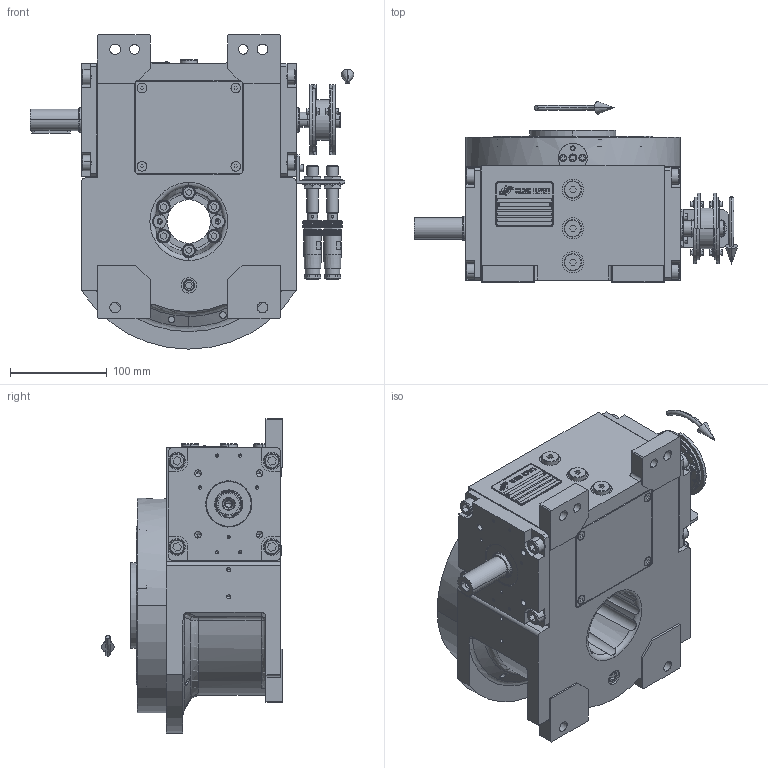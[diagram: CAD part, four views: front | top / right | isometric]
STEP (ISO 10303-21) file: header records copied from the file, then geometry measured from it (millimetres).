
FILE_DESCRIPTION (( 'STEP AP203' ), '1' );
FILE_NAME ('PC5200587.step', '2024-09-04T07:58:44', ( '' ), ( '' ), 'SwSTEP 2.0', 'SolidWorks 2020', '' );
FILE_SCHEMA (( 'CONFIG_CONTROL_DESIGN' ));
Length unit declared in the file: millimetre
Products named in the file (90): RIG06_021_AF0^RIG06_005_ASM_rig06_071_06_m_asm(2)_rig06_071_06_m_asm.stp; CFN2104_02_017^RIG06_005_ASM_rig06_071_06_m_asm(2)_rig06_071_06_m_asm.stp; CFN2010_01_012^rig06_071_06_m_asm(2)_rig06_071_06_m_asm.stp; rig06_016; 900_38_30_003; cfn2155_01_056; cfn2115_02_194; freccia_angolare_albero; cfn2158_01_010; cfn2151_01_290; cfn2151_01_090; cfn2000_01_126; cfn2205_01_013; 900_38_10_028; AS_cfn2476_01_002_60x46; cfn2401_02_005; cfn2003_01_054; CFN2000_01_185^RIG06_005_ASM_rig06_071_06_m_asm(2)_rig06_071_06_m_asm.stp; rig06_007_master; cfn2000_01_124; rig06_005_n_01; cfn2115_02_182; cfn2055_01_002; rig06_004; cfn2000_01_103; RIG06_005_ASM^rig06_071_06_m_asm(2)_rig06_071_06_m_asm.stp; rig06_002_bc; cfn2107_01_001; cfn2000_01_161; AS_900_00_00_005; freccia_angolare; cfn2104_01_016; cfn2476_01_002_60x46; rig06_017; AS_rig06_017; cfn2128_19_002; cfn2128_04_004; AS_rig06_016; AS_900_38_30_003; rig06_004_s_001 ...
Assembly tree (85 placements, depth 5):
  CFN2010_01_012^rig06_071_06_m_asm(2)_rig06_071_06_m_asm.stp
  cfn2158_01_010
  cfn2151_01_290
  cfn2151_01_090
  cfn2205_01_013
Bounding box: 334.5 x 187 x 325 mm (x, y, z)
Volume: 2408381.2 mm3; surface area: 807486.7 mm2
Topology: 73 solids, 73 shells, 4519 faces, 11467 edges, 7278 vertices
Faces by surface type: plane 2155, cylinder 1524, cone 790, torus 38, bspline 6, sphere 6
Entity records: 116090 total; most frequent: CARTESIAN_POINT 26380, DIRECTION 16813, ORIENTED_EDGE 16594, EDGE_CURVE 8297, AXIS2_PLACEMENT_3D 6036, VERTEX_POINT 5332, LINE 4741, VECTOR 4741
